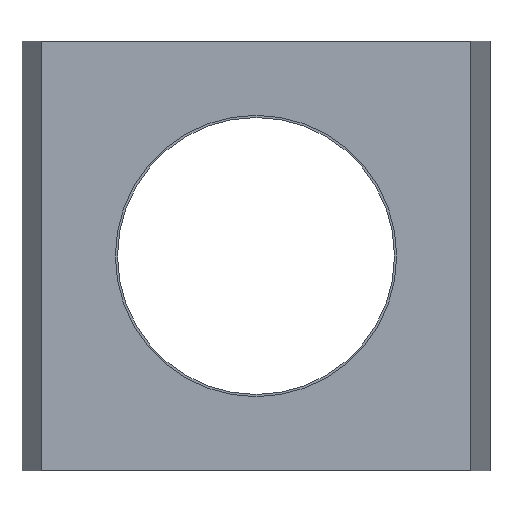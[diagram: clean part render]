
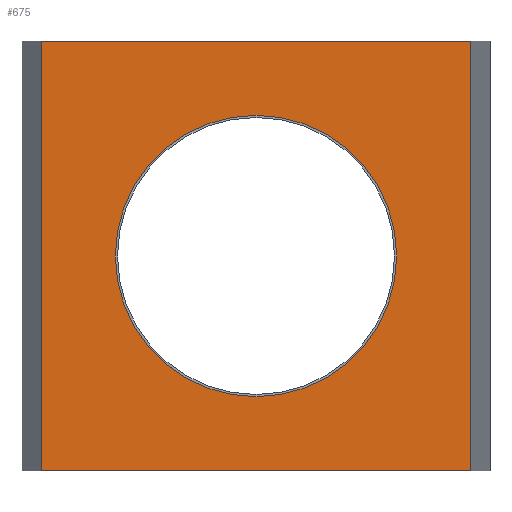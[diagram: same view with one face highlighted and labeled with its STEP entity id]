
A CAD part, front view. The second image highlights one B-rep face of the part: STEP entity #675.
In plain terms, the highlighted planar face has unit normal (0, -1, 0).
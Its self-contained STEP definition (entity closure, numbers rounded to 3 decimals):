
#5 = DIRECTION ( 'NONE',  ( 0., 0., -1. ) ) ;
#12 = DIRECTION ( 'NONE',  ( 0., -1., 0. ) ) ;
#19 = EDGE_CURVE ( 'NONE', #340, #386, #249, .T. ) ;
#22 = VERTEX_POINT ( 'NONE', #102 ) ;
#36 = EDGE_CURVE ( 'NONE', #319, #123, #541, .T. ) ;
#58 = PLANE ( 'NONE',  #896 ) ;
#70 = CARTESIAN_POINT ( 'NONE',  ( -387.5, 0., -387.5 ) ) ;
#82 = CARTESIAN_POINT ( 'NONE',  ( 0., 0., 0. ) ) ;
#102 = CARTESIAN_POINT ( 'NONE',  ( 387.5, 0., -387.5 ) ) ;
#109 = ORIENTED_EDGE ( 'NONE', *, *, #19, .F. ) ;
#123 = VERTEX_POINT ( 'NONE', #865 ) ;
#150 = LINE ( 'NONE', #295, #210 ) ;
#158 = DIRECTION ( 'NONE',  ( 0., 0., -1. ) ) ;
#163 = LINE ( 'NONE', #914, #887 ) ;
#169 = ORIENTED_EDGE ( 'NONE', *, *, #725, .T. ) ;
#171 = DIRECTION ( 'NONE',  ( 0., 0., -1. ) ) ;
#197 = EDGE_CURVE ( 'NONE', #123, #319, #423, .T. ) ;
#210 = VECTOR ( 'NONE', #449, 1000. ) ;
#249 = LINE ( 'NONE', #548, #584 ) ;
#281 = FACE_OUTER_BOUND ( 'NONE', #848, .T. ) ;
#295 = CARTESIAN_POINT ( 'NONE',  ( -387.5, 0., -387.5 ) ) ;
#319 = VERTEX_POINT ( 'NONE', #610 ) ;
#340 = VERTEX_POINT ( 'NONE', #912 ) ;
#357 = AXIS2_PLACEMENT_3D ( 'NONE', #722, #935, #171 ) ;
#377 = CARTESIAN_POINT ( 'NONE',  ( -387.5, 0., 387.5 ) ) ;
#386 = VERTEX_POINT ( 'NONE', #704 ) ;
#423 = CIRCLE ( 'NONE', #520, 254. ) ;
#449 = DIRECTION ( 'NONE',  ( 1., 0., 0. ) ) ;
#460 = LINE ( 'NONE', #377, #815 ) ;
#520 = AXIS2_PLACEMENT_3D ( 'NONE', #82, #12, #915 ) ;
#541 = CIRCLE ( 'NONE', #357, 254. ) ;
#542 = ORIENTED_EDGE ( 'NONE', *, *, #822, .T. ) ;
#548 = CARTESIAN_POINT ( 'NONE',  ( -387.5, 0., 387.5 ) ) ;
#584 = VECTOR ( 'NONE', #635, 1000. ) ;
#587 = CARTESIAN_POINT ( 'NONE',  ( -387.5, 0., 387.5 ) ) ;
#610 = CARTESIAN_POINT ( 'NONE',  ( 0., 0., 254. ) ) ;
#635 = DIRECTION ( 'NONE',  ( 1., 0., 0. ) ) ;
#675 = ADVANCED_FACE ( 'NONE', ( #873, #281 ), #58, .F. ) ;
#699 = ORIENTED_EDGE ( 'NONE', *, *, #36, .F. ) ;
#704 = CARTESIAN_POINT ( 'NONE',  ( 387.5, 0., 387.5 ) ) ;
#722 = CARTESIAN_POINT ( 'NONE',  ( 0., 0., 0. ) ) ;
#725 = EDGE_CURVE ( 'NONE', #340, #843, #460, .T. ) ;
#736 = ORIENTED_EDGE ( 'NONE', *, *, #197, .F. ) ;
#738 = DIRECTION ( 'NONE',  ( 0., 0., 1. ) ) ;
#785 = ORIENTED_EDGE ( 'NONE', *, *, #954, .F. ) ;
#815 = VECTOR ( 'NONE', #158, 1000. ) ;
#822 = EDGE_CURVE ( 'NONE', #843, #22, #150, .T. ) ;
#843 = VERTEX_POINT ( 'NONE', #70 ) ;
#848 = EDGE_LOOP ( 'NONE', ( #542, #785, #109, #169 ) ) ;
#865 = CARTESIAN_POINT ( 'NONE',  ( 0., 0., -254. ) ) ;
#873 = FACE_BOUND ( 'NONE', #925, .T. ) ;
#884 = DIRECTION ( 'NONE',  ( 0., 1., 0. ) ) ;
#887 = VECTOR ( 'NONE', #5, 1000. ) ;
#896 = AXIS2_PLACEMENT_3D ( 'NONE', #587, #884, #738 ) ;
#912 = CARTESIAN_POINT ( 'NONE',  ( -387.5, 0., 387.5 ) ) ;
#914 = CARTESIAN_POINT ( 'NONE',  ( 387.5, 0., 387.5 ) ) ;
#915 = DIRECTION ( 'NONE',  ( 0., 0., -1. ) ) ;
#925 = EDGE_LOOP ( 'NONE', ( #736, #699 ) ) ;
#935 = DIRECTION ( 'NONE',  ( 0., -1., 0. ) ) ;
#954 = EDGE_CURVE ( 'NONE', #386, #22, #163, .T. ) ;
